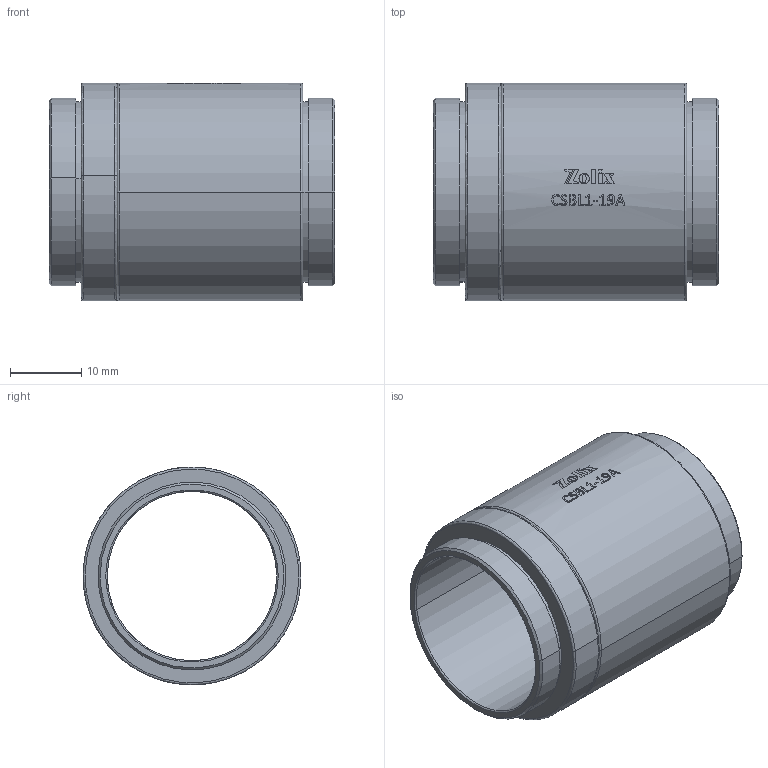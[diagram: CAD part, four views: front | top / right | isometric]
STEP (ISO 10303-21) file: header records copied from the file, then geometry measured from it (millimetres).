
FILE_DESCRIPTION (( 'STEP AP203' ), '1' );
FILE_NAME ('CSBL1-19A.STEP', '2025-09-28T07:12:06', ( '' ), ( '' ), 'SwSTEP 2.0', 'SolidWorks 2020', '' );
FILE_SCHEMA (( 'CONFIG_CONTROL_DESIGN' ));
Length unit declared in the file: millimetre
Products named in the file (1): CSBL1-19A
Bounding box: 40 x 30.5 x 30.5 mm (x, y, z)
Volume: 9341.2 mm3; surface area: 12417.5 mm2
Topology: 2 solids, 2 shells, 375 faces, 976 edges, 638 vertices
Faces by surface type: bspline 287, cylinder 51, cone 18, plane 15, torus 4
Entity records: 20030 total; most frequent: CARTESIAN_POINT 13196, ORIENTED_EDGE 1952, EDGE_CURVE 976, B_SPLINE_CURVE_WITH_KNOTS 816, VERTEX_POINT 638, DIRECTION 428, EDGE_LOOP 412, FACE_OUTER_BOUND 375
